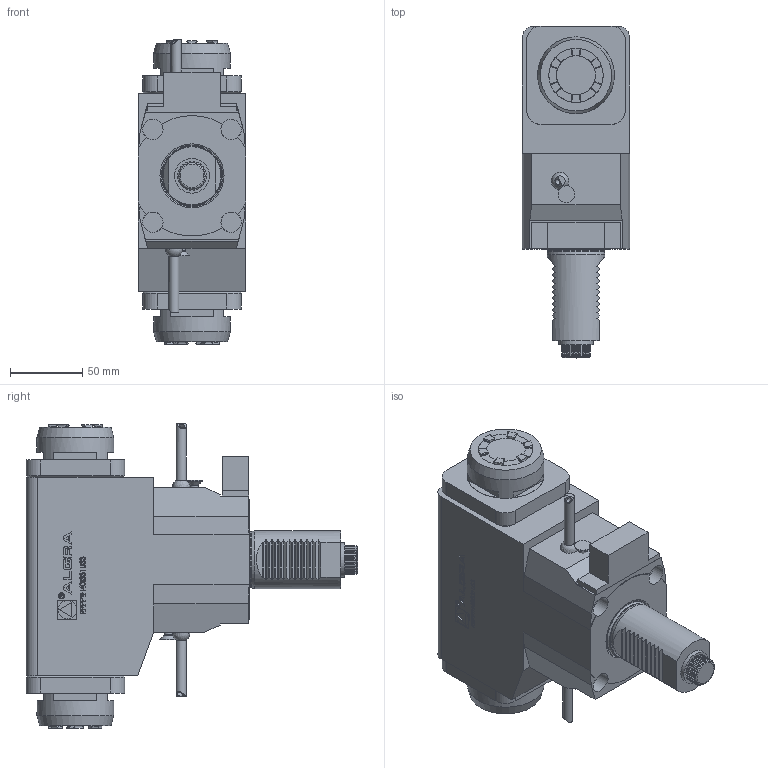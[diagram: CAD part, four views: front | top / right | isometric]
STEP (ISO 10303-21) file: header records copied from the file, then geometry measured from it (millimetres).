
FILE_DESCRIPTION (( 'STEP AP214' ), '1' );
FILE_NAME ('RRPPTH40I331US3.STEP', '2024-11-06T07:48:02', ( '' ), ( '' ), 'SwSTEP 2.0', 'SolidWorks 2023', '' );
FILE_SCHEMA (( 'AUTOMOTIVE_DESIGN' ));
Length unit declared in the file: millimetre
Products named in the file (1): RRPPTH40I331US3
Bounding box: 74 x 229 x 210.31 mm (x, y, z)
Volume: 1629126 mm3; surface area: 117285.2 mm2
Topology: 7 solids, 7 shells, 992 faces, 2700 edges, 1789 vertices
Faces by surface type: plane 543, bspline 276, cylinder 139, cone 26, torus 6, sphere 2
Full cylindrical faces by diameter (mm): 3.4 x1, 4 x2, 4.2 x1, 6 x2, 7 x2, 11.57 x2, 12.733 x1, 14 x4, 23.9 x1, 27 x2, 33.448 x2, 37.5 x2, 38.7 x1, 40 x3, 53 x2
Entity records: 47752 total; most frequent: CARTESIAN_POINT 22022, ORIENTED_EDGE 5208, DIRECTION 3559, EDGE_CURVE 2604, VERTEX_POINT 1751, LINE 1263, VECTOR 1263, AXIS2_PLACEMENT_3D 1148
